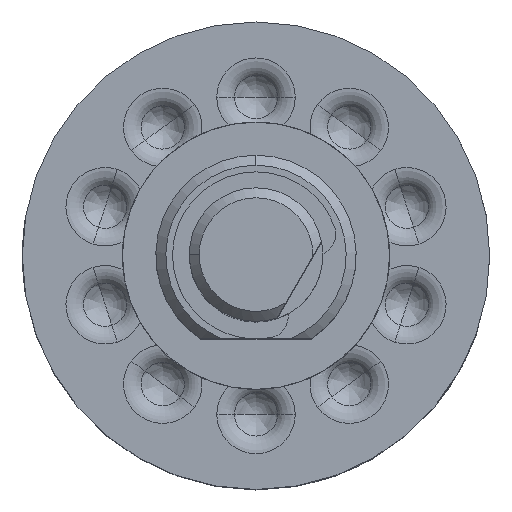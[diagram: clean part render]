
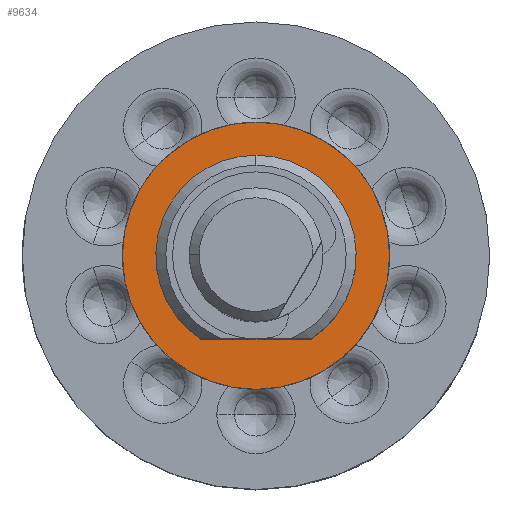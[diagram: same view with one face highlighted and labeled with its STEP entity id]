
A CAD part, top view. The second image highlights one B-rep face of the part: STEP entity #9634.
In plain terms, the highlighted planar face has unit normal (0, 0, 1).
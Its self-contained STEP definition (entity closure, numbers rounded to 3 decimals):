
#342 = EDGE_CURVE ( 'NONE', #15816, #3714, #5009, .T. ) ;
#620 = VERTEX_POINT ( 'NONE', #3891 ) ;
#881 = AXIS2_PLACEMENT_3D ( 'NONE', #3499, #7094, #7192 ) ;
#1766 = AXIS2_PLACEMENT_3D ( 'NONE', #3257, #8238, #3208 ) ;
#1965 = CARTESIAN_POINT ( 'NONE',  ( -1.658, -2.5, 0. ) ) ;
#2435 = ORIENTED_EDGE ( 'NONE', *, *, #13536, .T. ) ;
#2937 = VERTEX_POINT ( 'NONE', #15900 ) ;
#3073 = VECTOR ( 'NONE', #15616, 1000. ) ;
#3121 = CARTESIAN_POINT ( 'NONE',  ( 0., -2.5, 0. ) ) ;
#3208 = DIRECTION ( 'NONE',  ( 0., -1., 0. ) ) ;
#3256 = CIRCLE ( 'NONE', #5050, 4. ) ;
#3257 = CARTESIAN_POINT ( 'NONE',  ( 0., 0., 0. ) ) ;
#3499 = CARTESIAN_POINT ( 'NONE',  ( 0., 0., 0. ) ) ;
#3656 = LINE ( 'NONE', #3121, #3073 ) ;
#3714 = VERTEX_POINT ( 'NONE', #1965 ) ;
#3891 = CARTESIAN_POINT ( 'NONE',  ( 0., 4., 0. ) ) ;
#4508 = ORIENTED_EDGE ( 'NONE', *, *, #7141, .F. ) ;
#4596 = DIRECTION ( 'NONE',  ( 0., 0., 1. ) ) ;
#4749 = CIRCLE ( 'NONE', #1766, 4. ) ;
#4922 = ORIENTED_EDGE ( 'NONE', *, *, #12655, .T. ) ;
#5009 = CIRCLE ( 'NONE', #7235, 3. ) ;
#5050 = AXIS2_PLACEMENT_3D ( 'NONE', #14520, #5740, #10708 ) ;
#5056 = FACE_BOUND ( 'NONE', #6046, .T. ) ;
#5556 = CIRCLE ( 'NONE', #13166, 3. ) ;
#5740 = DIRECTION ( 'NONE',  ( 0., 0., 1. ) ) ;
#6046 = EDGE_LOOP ( 'NONE', ( #4508, #2435, #15456 ) ) ;
#7094 = DIRECTION ( 'NONE',  ( 0., 0., 1. ) ) ;
#7141 = EDGE_CURVE ( 'NONE', #15212, #15816, #5556, .T. ) ;
#7192 = DIRECTION ( 'NONE',  ( 0., -1., 0. ) ) ;
#7235 = AXIS2_PLACEMENT_3D ( 'NONE', #12047, #4596, #13313 ) ;
#8238 = DIRECTION ( 'NONE',  ( 0., 0., 1. ) ) ;
#9634 = ADVANCED_FACE ( 'NONE', ( #5056, #14997 ), #9700, .T. ) ;
#9700 = PLANE ( 'NONE',  #881 ) ;
#9824 = DIRECTION ( 'NONE',  ( 0., -1., 0. ) ) ;
#10708 = DIRECTION ( 'NONE',  ( 0., -1., 0. ) ) ;
#10730 = EDGE_CURVE ( 'NONE', #620, #2937, #3256, .T. ) ;
#11439 = CARTESIAN_POINT ( 'NONE',  ( 0., 3., 0. ) ) ;
#12047 = CARTESIAN_POINT ( 'NONE',  ( 0., 0., 0. ) ) ;
#12243 = CARTESIAN_POINT ( 'NONE',  ( 1.658, -2.5, 0. ) ) ;
#12255 = DIRECTION ( 'NONE',  ( 0., 0., 1. ) ) ;
#12655 = EDGE_CURVE ( 'NONE', #2937, #620, #4749, .T. ) ;
#13166 = AXIS2_PLACEMENT_3D ( 'NONE', #13574, #12255, #9824 ) ;
#13313 = DIRECTION ( 'NONE',  ( 0., -1., 0. ) ) ;
#13367 = ORIENTED_EDGE ( 'NONE', *, *, #10730, .T. ) ;
#13536 = EDGE_CURVE ( 'NONE', #15212, #3714, #3656, .T. ) ;
#13574 = CARTESIAN_POINT ( 'NONE',  ( 0., 0., 0. ) ) ;
#14242 = EDGE_LOOP ( 'NONE', ( #13367, #4922 ) ) ;
#14520 = CARTESIAN_POINT ( 'NONE',  ( 0., 0., 0. ) ) ;
#14997 = FACE_OUTER_BOUND ( 'NONE', #14242, .T. ) ;
#15212 = VERTEX_POINT ( 'NONE', #12243 ) ;
#15456 = ORIENTED_EDGE ( 'NONE', *, *, #342, .F. ) ;
#15616 = DIRECTION ( 'NONE',  ( -1., 0., 0. ) ) ;
#15816 = VERTEX_POINT ( 'NONE', #11439 ) ;
#15900 = CARTESIAN_POINT ( 'NONE',  ( 0., -4., 0. ) ) ;
